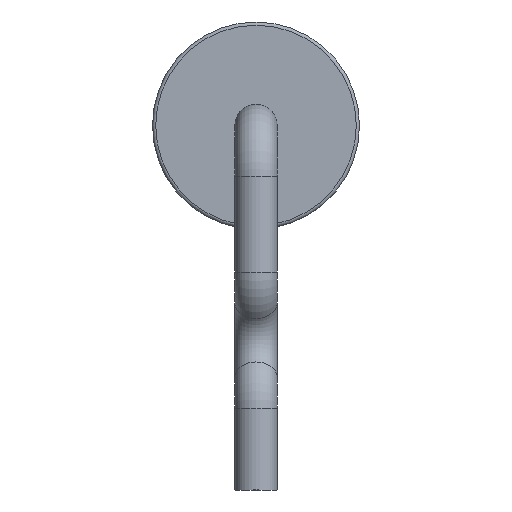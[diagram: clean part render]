
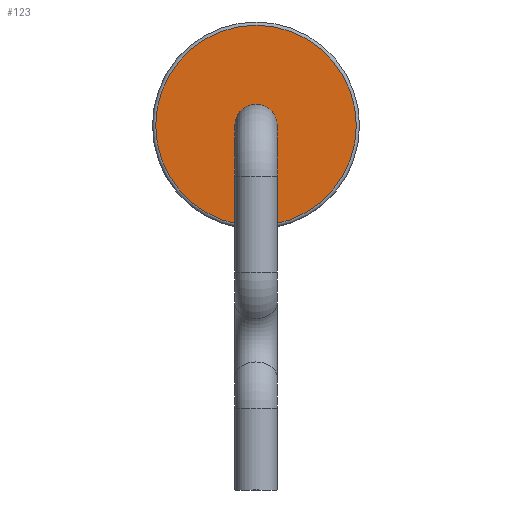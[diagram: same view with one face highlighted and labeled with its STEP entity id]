
A CAD part, left-side view. The second image highlights one B-rep face of the part: STEP entity #123.
In plain terms, the highlighted planar face has unit normal (-1, 0, 0).
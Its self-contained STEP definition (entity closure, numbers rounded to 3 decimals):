
#123=ADVANCED_FACE('',(#337),#339,.T.);
#337=FACE_BOUND('',#338,.T.);
#338=EDGE_LOOP('',(#507));
#339=PLANE('',#340);
#340=AXIS2_PLACEMENT_3D('',#341,#342,#343);
#341=CARTESIAN_POINT('',(-4.75,0.,8.675));
#342=DIRECTION('',(-1.,0.,0.));
#343=DIRECTION('',(0.,0.,-1.));
#507=ORIENTED_EDGE('',*,*,#548,.F.);
#548=EDGE_CURVE('',#575,#575,#576,.T.);
#575=VERTEX_POINT('',#633);
#576=CIRCLE('',#634,3.075);
#633=CARTESIAN_POINT('',(-4.75,0.,5.6));
#634=AXIS2_PLACEMENT_3D('',#635,#636,#637);
#635=CARTESIAN_POINT('',(-4.75,0.,8.675));
#636=DIRECTION('',(1.,-0.,-0.));
#637=DIRECTION('',(0.,0.,-1.));
